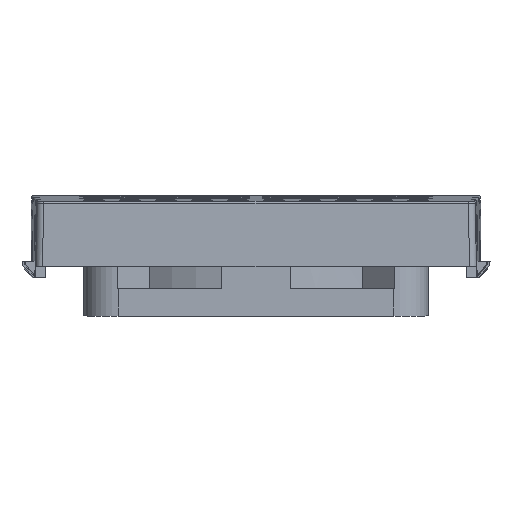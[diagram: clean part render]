
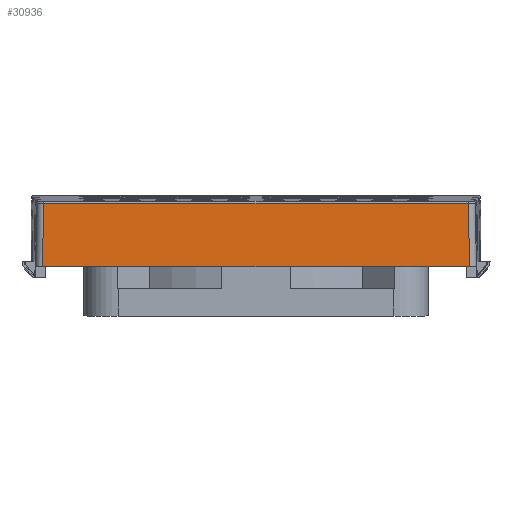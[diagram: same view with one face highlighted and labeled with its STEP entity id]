
A CAD part, front view. The second image highlights one B-rep face of the part: STEP entity #30936.
In plain terms, the highlighted planar face has unit normal (0, -1, 0.018).
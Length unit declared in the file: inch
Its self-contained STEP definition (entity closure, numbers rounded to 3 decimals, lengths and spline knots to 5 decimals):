
#1550 = VERTEX_POINT ( 'NONE', #17853 ) ;
#2908 = DIRECTION ( 'NONE',  ( -0.017, 0.017, 1. ) ) ;
#6349 = VECTOR ( 'NONE', #2908, 39.37008 ) ;
#6574 = ORIENTED_EDGE ( 'NONE', *, *, #32410, .F. ) ;
#6584 = LINE ( 'NONE', #16341, #11195 ) ;
#6957 = DIRECTION ( 'NONE',  ( -0.017, -0.017, -1. ) ) ;
#7330 = DIRECTION ( 'NONE',  ( 0., -0.017, -1. ) ) ;
#7420 = VECTOR ( 'NONE', #6957, 39.37008 ) ;
#7452 = ORIENTED_EDGE ( 'NONE', *, *, #35906, .T. ) ;
#10588 = CARTESIAN_POINT ( 'NONE',  ( -1.21328, -3.47397, 3.87385 ) ) ;
#10802 = ORIENTED_EDGE ( 'NONE', *, *, #11601, .T. ) ;
#11195 = VECTOR ( 'NONE', #11809, 39.37008 ) ;
#11601 = EDGE_CURVE ( 'NONE', #1550, #28778, #6584, .T. ) ;
#11809 = DIRECTION ( 'NONE',  ( 1., 0., 0. ) ) ;
#12508 = VECTOR ( 'NONE', #43235, 39.37008 ) ;
#13329 = CARTESIAN_POINT ( 'NONE',  ( -1.28937, -3.47397, 3.87385 ) ) ;
#14220 = ORIENTED_EDGE ( 'NONE', *, *, #21030, .T. ) ;
#15516 = LINE ( 'NONE', #44552, #6349 ) ;
#16341 = CARTESIAN_POINT ( 'NONE',  ( 0., -3.48031, 3.51057 ) ) ;
#17853 = CARTESIAN_POINT ( 'NONE',  ( -1.21956, -3.48031, 3.51057 ) ) ;
#18397 = CARTESIAN_POINT ( 'NONE',  ( 1.21956, -3.48031, 3.51057 ) ) ;
#19736 = DIRECTION ( 'NONE',  ( 0., -1., 0.017 ) ) ;
#19851 = VERTEX_POINT ( 'NONE', #10588 ) ;
#21030 = EDGE_CURVE ( 'NONE', #19851, #1550, #21128, .T. ) ;
#21128 = LINE ( 'NONE', #27405, #7420 ) ;
#23551 = CARTESIAN_POINT ( 'NONE',  ( 0., -3.48031, 3.51057 ) ) ;
#27405 = CARTESIAN_POINT ( 'NONE',  ( -1.21328, -3.47397, 3.87385 ) ) ;
#28156 = AXIS2_PLACEMENT_3D ( 'NONE', #23551, #19736, #7330 ) ;
#28778 = VERTEX_POINT ( 'NONE', #18397 ) ;
#30936 = ADVANCED_FACE ( 'NONE', ( #39388 ), #48624, .T. ) ;
#31322 = EDGE_LOOP ( 'NONE', ( #6574, #14220, #10802, #7452 ) ) ;
#32410 = EDGE_CURVE ( 'NONE', #19851, #33392, #39284, .T. ) ;
#33392 = VERTEX_POINT ( 'NONE', #42067 ) ;
#35906 = EDGE_CURVE ( 'NONE', #28778, #33392, #15516, .T. ) ;
#39284 = LINE ( 'NONE', #13329, #12508 ) ;
#39388 = FACE_OUTER_BOUND ( 'NONE', #31322, .T. ) ;
#42067 = CARTESIAN_POINT ( 'NONE',  ( 1.21328, -3.47397, 3.87385 ) ) ;
#43235 = DIRECTION ( 'NONE',  ( 1., 0., 0. ) ) ;
#44552 = CARTESIAN_POINT ( 'NONE',  ( 1.21956, -3.48031, 3.51057 ) ) ;
#48624 = PLANE ( 'NONE',  #28156 ) ;
